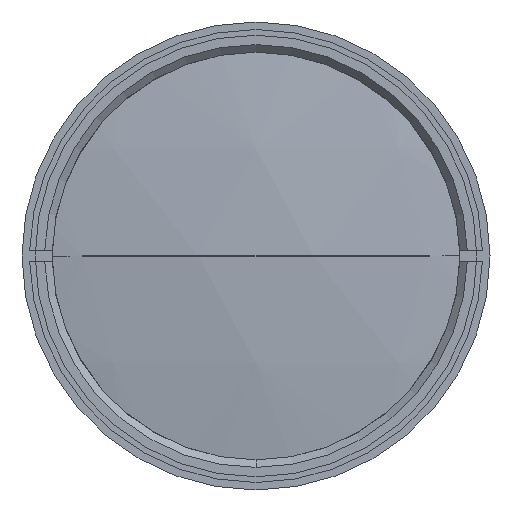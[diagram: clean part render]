
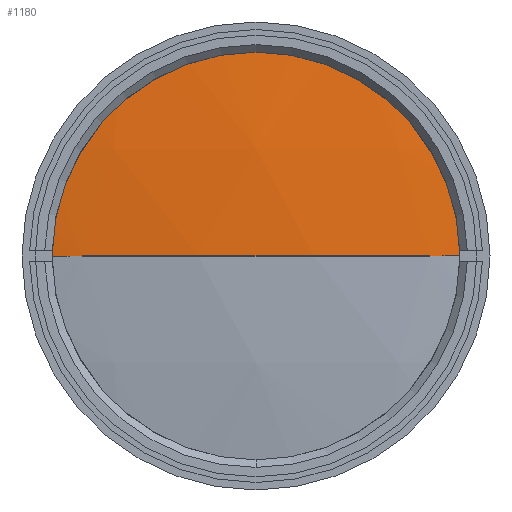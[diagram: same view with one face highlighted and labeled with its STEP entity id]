
A CAD part, left-side view. The second image highlights one B-rep face of the part: STEP entity #1180.
In plain terms, the highlighted spherical face has radius 184.5 mm.
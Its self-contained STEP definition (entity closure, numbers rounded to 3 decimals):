
#72 = AXIS2_PLACEMENT_3D ( 'NONE', #2153, #1082, #478 ) ;
#107 = SPHERICAL_SURFACE ( 'NONE', #2574, 184.5 ) ;
#109 = ORIENTED_EDGE ( 'NONE', *, *, #499, .T. ) ;
#118 = CIRCLE ( 'NONE', #1662, 184.5 ) ;
#126 = DIRECTION ( 'NONE',  ( -1., 0., 0. ) ) ;
#299 = CARTESIAN_POINT ( 'NONE',  ( 48.596, 0., 0. ) ) ;
#325 = DIRECTION ( 'NONE',  ( 0., -1., 0. ) ) ;
#406 = CARTESIAN_POINT ( 'NONE',  ( -134.465, -23., 0. ) ) ;
#478 = DIRECTION ( 'NONE',  ( 0., 0., 1. ) ) ;
#494 = DIRECTION ( 'NONE',  ( 0., 0., -1. ) ) ;
#499 = EDGE_CURVE ( 'NONE', #897, #732, #599, .T. ) ;
#568 = CARTESIAN_POINT ( 'NONE',  ( -133.72, -28.303, 0. ) ) ;
#599 = CIRCLE ( 'NONE', #1348, 184.5 ) ;
#605 = VERTEX_POINT ( 'NONE', #1322 ) ;
#732 = VERTEX_POINT ( 'NONE', #568 ) ;
#813 = CARTESIAN_POINT ( 'NONE',  ( -134.465, -23., 0. ) ) ;
#897 = VERTEX_POINT ( 'NONE', #813 ) ;
#949 = CARTESIAN_POINT ( 'NONE',  ( 48.596, 0., 0. ) ) ;
#967 = DIRECTION ( 'NONE',  ( 0., 1., 0. ) ) ;
#970 = CIRCLE ( 'NONE', #2487, 183.061 ) ;
#979 = DIRECTION ( 'NONE',  ( 0., 0., 1. ) ) ;
#1011 = CIRCLE ( 'NONE', #2406, 184.5 ) ;
#1082 = DIRECTION ( 'NONE',  ( 0., -1., 0. ) ) ;
#1144 = DIRECTION ( 'NONE',  ( 0., 0., 1. ) ) ;
#1180 = ADVANCED_FACE ( 'NONE', ( #1359 ), #107, .T. ) ;
#1191 = CARTESIAN_POINT ( 'NONE',  ( 48.596, 0., 0. ) ) ;
#1216 = DIRECTION ( 'NONE',  ( -1., 0., 0. ) ) ;
#1322 = CARTESIAN_POINT ( 'NONE',  ( -134.465, 23., 0. ) ) ;
#1348 = AXIS2_PLACEMENT_3D ( 'NONE', #2615, #979, #325 ) ;
#1359 = FACE_OUTER_BOUND ( 'NONE', #2475, .T. ) ;
#1545 = DIRECTION ( 'NONE',  ( 0., 0., -1. ) ) ;
#1579 = EDGE_CURVE ( 'NONE', #732, #2297, #2402, .T. ) ;
#1588 = CARTESIAN_POINT ( 'NONE',  ( -133.72, 28.303, 0. ) ) ;
#1653 = EDGE_CURVE ( 'NONE', #2656, #605, #1882, .T. ) ;
#1662 = AXIS2_PLACEMENT_3D ( 'NONE', #949, #1545, #1780 ) ;
#1763 = EDGE_CURVE ( 'NONE', #897, #1944, #970, .T. ) ;
#1780 = DIRECTION ( 'NONE',  ( 1., 0., 0. ) ) ;
#1785 = ORIENTED_EDGE ( 'NONE', *, *, #1653, .F. ) ;
#1792 = DIRECTION ( 'NONE',  ( 0., 0., -1. ) ) ;
#1882 = CIRCLE ( 'NONE', #72, 183.061 ) ;
#1944 = VERTEX_POINT ( 'NONE', #406 ) ;
#2092 = AXIS2_PLACEMENT_3D ( 'NONE', #2431, #1216, #1792 ) ;
#2149 = ORIENTED_EDGE ( 'NONE', *, *, #1763, .F. ) ;
#2153 = CARTESIAN_POINT ( 'NONE',  ( 48.596, 23., 0. ) ) ;
#2165 = DIRECTION ( 'NONE',  ( 1., 0., 0. ) ) ;
#2178 = DIRECTION ( 'NONE',  ( 0., 1., 0. ) ) ;
#2220 = ORIENTED_EDGE ( 'NONE', *, *, #2301, .F. ) ;
#2262 = ORIENTED_EDGE ( 'NONE', *, *, #2471, .F. ) ;
#2297 = VERTEX_POINT ( 'NONE', #1588 ) ;
#2301 = EDGE_CURVE ( 'NONE', #1944, #2656, #118, .T. ) ;
#2324 = ORIENTED_EDGE ( 'NONE', *, *, #1579, .T. ) ;
#2402 = CIRCLE ( 'NONE', #2092, 28.303 ) ;
#2406 = AXIS2_PLACEMENT_3D ( 'NONE', #1191, #494, #126 ) ;
#2431 = CARTESIAN_POINT ( 'NONE',  ( -133.72, 0., 0. ) ) ;
#2471 = EDGE_CURVE ( 'NONE', #605, #2297, #1011, .T. ) ;
#2475 = EDGE_LOOP ( 'NONE', ( #2149, #109, #2324, #2262, #1785, #2220 ) ) ;
#2487 = AXIS2_PLACEMENT_3D ( 'NONE', #2548, #2178, #2165 ) ;
#2548 = CARTESIAN_POINT ( 'NONE',  ( 48.596, -23., 0. ) ) ;
#2574 = AXIS2_PLACEMENT_3D ( 'NONE', #299, #1144, #967 ) ;
#2615 = CARTESIAN_POINT ( 'NONE',  ( 48.596, 0., 0. ) ) ;
#2656 = VERTEX_POINT ( 'NONE', #2715 ) ;
#2715 = CARTESIAN_POINT ( 'NONE',  ( -134.465, 23., 0. ) ) ;
